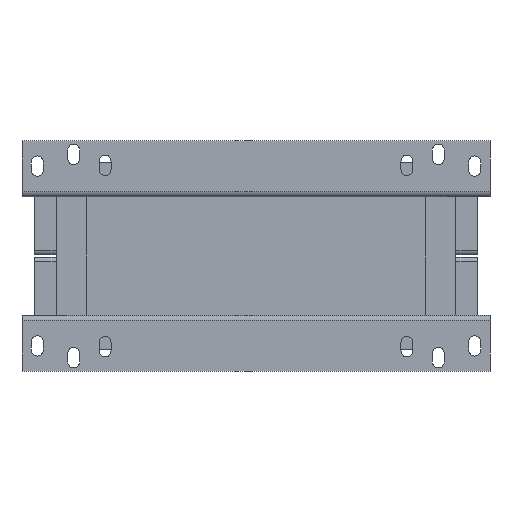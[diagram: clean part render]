
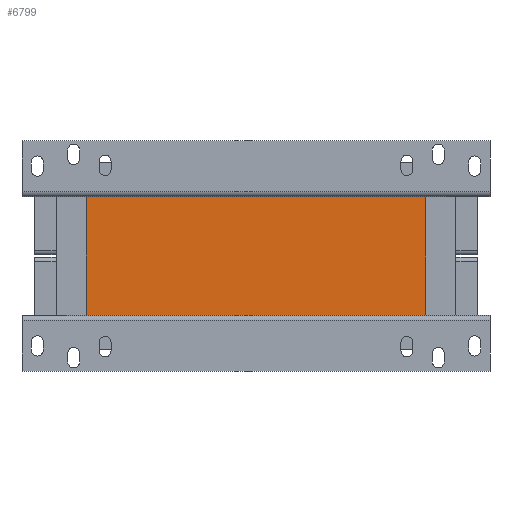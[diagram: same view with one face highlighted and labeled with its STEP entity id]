
A CAD part, front view. The second image highlights one B-rep face of the part: STEP entity #6799.
In plain terms, the highlighted planar face has unit normal (0, -1, 0).
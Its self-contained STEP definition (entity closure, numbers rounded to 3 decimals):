
#1320 = ORIENTED_EDGE ( 'NONE', *, *, #1836, .F. ) ;
#1836 = EDGE_CURVE ( 'Defeature ausgef�hrt2_429+Defeature ausgef�hrt2_434+Defeature ausgef�hrt2_522+Defeature ausgef�hrt2_523', #20388, #10862, #5328, .T. ) ;
#1911 = DIRECTION ( 'NONE',  ( 0., 0., -1. ) ) ;
#3694 = VERTEX_POINT ( 'NONE', #9783 ) ;
#4987 = PLANE ( 'NONE',  #8277 ) ;
#5321 = DIRECTION ( 'NONE',  ( 0., 1., 0. ) ) ;
#5328 = LINE ( 'NONE', #20356, #19549 ) ;
#5783 = ORIENTED_EDGE ( 'NONE', *, *, #9483, .T. ) ;
#6606 = LINE ( 'NONE', #16311, #10756 ) ;
#6799 = ADVANCED_FACE ( 'Defeature ausgef�hrt2_434', ( #23559 ), #4987, .F. ) ;
#8173 = ORIENTED_EDGE ( 'NONE', *, *, #9156, .T. ) ;
#8254 = ORIENTED_EDGE ( 'NONE', *, *, #22399, .F. ) ;
#8277 = AXIS2_PLACEMENT_3D ( 'NONE', #12755, #5321, #12587 ) ;
#9156 = EDGE_CURVE ( 'Defeature ausgef�hrt2_434+Defeature ausgef�hrt2_523+Defeature ausgef�hrt2_428+Defeature ausgef�hrt2_429', #3694, #10862, #16009, .T. ) ;
#9483 = EDGE_CURVE ( 'Defeature ausgef�hrt2_434+Defeature ausgef�hrt2_428+Defeature ausgef�hrt2_522+Defeature ausgef�hrt2_523', #22601, #3694, #12677, .T. ) ;
#9783 = CARTESIAN_POINT ( 'NONE',  ( -200., -200., -70. ) ) ;
#10052 = DIRECTION ( 'NONE',  ( 1., 0., 0. ) ) ;
#10268 = CARTESIAN_POINT ( 'NONE',  ( 200., -200., -70. ) ) ;
#10302 = DIRECTION ( 'NONE',  ( 1., 0., 0. ) ) ;
#10756 = VECTOR ( 'NONE', #10302, 1000. ) ;
#10862 = VERTEX_POINT ( 'NONE', #10268 ) ;
#10868 = CARTESIAN_POINT ( 'NONE',  ( -200., -200., -70. ) ) ;
#12587 = DIRECTION ( 'NONE',  ( 0., 0., 1. ) ) ;
#12677 = LINE ( 'NONE', #12741, #24578 ) ;
#12728 = EDGE_LOOP ( 'NONE', ( #8173, #1320, #8254, #5783 ) ) ;
#12741 = CARTESIAN_POINT ( 'NONE',  ( -200., -200., 70. ) ) ;
#12755 = CARTESIAN_POINT ( 'NONE',  ( -200., -200., 70. ) ) ;
#16009 = LINE ( 'NONE', #10868, #22835 ) ;
#16311 = CARTESIAN_POINT ( 'NONE',  ( -200., -200., 70. ) ) ;
#19549 = VECTOR ( 'NONE', #1911, 1000. ) ;
#20290 = CARTESIAN_POINT ( 'NONE',  ( 200., -200., 70. ) ) ;
#20356 = CARTESIAN_POINT ( 'NONE',  ( 200., -200., 70. ) ) ;
#20388 = VERTEX_POINT ( 'NONE', #20290 ) ;
#22399 = EDGE_CURVE ( 'Defeature ausgef�hrt2_522+Defeature ausgef�hrt2_434+Defeature ausgef�hrt2_428+Defeature ausgef�hrt2_429', #22601, #20388, #6606, .T. ) ;
#22601 = VERTEX_POINT ( 'NONE', #24384 ) ;
#22835 = VECTOR ( 'NONE', #10052, 1000. ) ;
#23559 = FACE_OUTER_BOUND ( 'NONE', #12728, .T. ) ;
#24293 = DIRECTION ( 'NONE',  ( 0., 0., -1. ) ) ;
#24384 = CARTESIAN_POINT ( 'NONE',  ( -200., -200., 70. ) ) ;
#24578 = VECTOR ( 'NONE', #24293, 1000. ) ;
